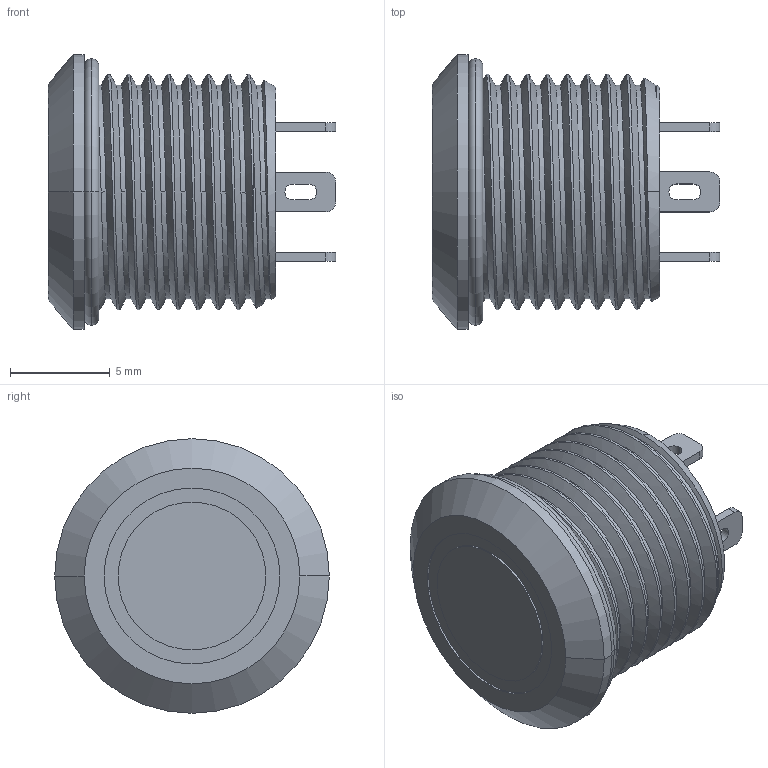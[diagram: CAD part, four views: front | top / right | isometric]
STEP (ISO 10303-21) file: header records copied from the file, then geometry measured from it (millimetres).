
FILE_DESCRIPTION (( 'STEP AP214' ), '1' );
FILE_NAME ('FlatButton M12.STEP', '2023-01-12T10:19:55', ( '' ), ( '' ), 'SwSTEP 2.0', 'SolidWorks 2018', '' );
FILE_SCHEMA (( 'AUTOMOTIVE_DESIGN' ));
Length unit declared in the file: millimetre
Products named in the file (1): FlatButton M12
Bounding box: 14.4 x 13.75 x 13.75 mm (x, y, z)
Volume: 1154 mm3; surface area: 1046 mm2
Topology: 2 solids, 2 shells, 165 faces, 435 edges, 288 vertices
Faces by surface type: plane 68, cylinder 47, bspline 41, cone 5, torus 4
Entity records: 11836 total; most frequent: CARTESIAN_POINT 6705, ORIENTED_EDGE 870, DIRECTION 627, EDGE_CURVE 435, VERTEX_POINT 288, VECTOR 239, LINE 239, AXIS2_PLACEMENT_3D 194
